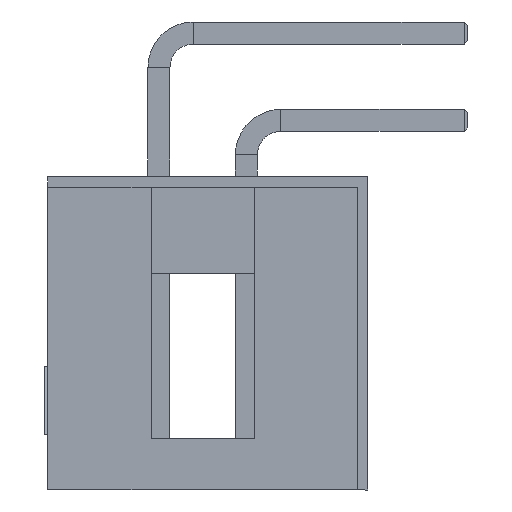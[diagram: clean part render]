
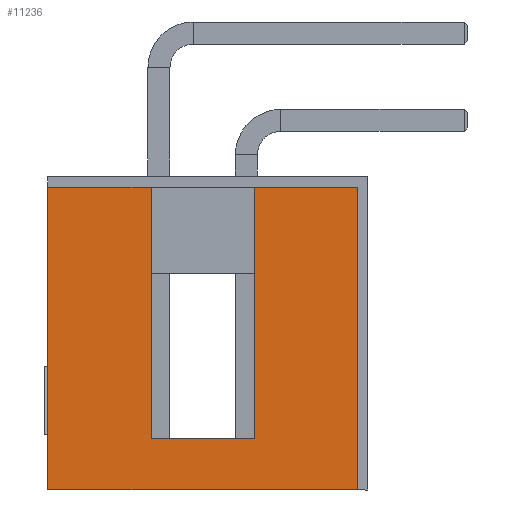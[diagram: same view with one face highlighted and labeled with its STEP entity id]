
A CAD part, left-side view. The second image highlights one B-rep face of the part: STEP entity #11236.
In plain terms, the highlighted planar face has unit normal (-1, 0, 0).
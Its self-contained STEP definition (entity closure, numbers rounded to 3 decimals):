
#20 = LINE ( 'NONE', #10527, #3686 ) ;
#72 = CARTESIAN_POINT ( 'NONE',  ( -10.15, 4.8, -12.01 ) ) ;
#308 = VECTOR ( 'NONE', #758, 1000. ) ;
#319 = DIRECTION ( 'NONE',  ( 0., -1., 0. ) ) ;
#337 = VECTOR ( 'NONE', #319, 1000. ) ;
#598 = CARTESIAN_POINT ( 'NONE',  ( -10.15, 9.3, -12.01 ) ) ;
#758 = DIRECTION ( 'NONE',  ( 0., 0., 1. ) ) ;
#1136 = EDGE_CURVE ( 'NONE', #8965, #4565, #7618, .T. ) ;
#1611 = DIRECTION ( 'NONE',  ( -1., 0., 0. ) ) ;
#1979 = AXIS2_PLACEMENT_3D ( 'NONE', #12858, #1611, #7627 ) ;
#2604 = VECTOR ( 'NONE', #8684, 1000. ) ;
#2655 = DIRECTION ( 'NONE',  ( 0., 1., 0. ) ) ;
#3037 = ORIENTED_EDGE ( 'NONE', *, *, #7968, .T. ) ;
#3072 = EDGE_CURVE ( 'NONE', #9684, #13472, #20, .T. ) ;
#3151 = CARTESIAN_POINT ( 'NONE',  ( -10.15, 3.3, -10.51 ) ) ;
#3183 = CARTESIAN_POINT ( 'NONE',  ( -10.15, 6.3, -3.21 ) ) ;
#3483 = CARTESIAN_POINT ( 'NONE',  ( -10.15, 4.8, -10.51 ) ) ;
#3485 = LINE ( 'NONE', #12617, #2604 ) ;
#3588 = EDGE_CURVE ( 'NONE', #11534, #6378, #12555, .T. ) ;
#3686 = VECTOR ( 'NONE', #7572, 1000. ) ;
#3842 = CARTESIAN_POINT ( 'NONE',  ( -10.15, 3.3, -10.51 ) ) ;
#3851 = ORIENTED_EDGE ( 'NONE', *, *, #3072, .F. ) ;
#3870 = DIRECTION ( 'NONE',  ( 0., 0., 1. ) ) ;
#4419 = CARTESIAN_POINT ( 'NONE',  ( -10.15, 4.8, -3.21 ) ) ;
#4469 = CARTESIAN_POINT ( 'NONE',  ( -10.15, 3.3, -3.21 ) ) ;
#4565 = VERTEX_POINT ( 'NONE', #10343 ) ;
#4606 = VECTOR ( 'NONE', #7498, 1000. ) ;
#4620 = ORIENTED_EDGE ( 'NONE', *, *, #12317, .F. ) ;
#5052 = VECTOR ( 'NONE', #8101, 1000. ) ;
#5755 = PLANE ( 'NONE',  #1979 ) ;
#5794 = LINE ( 'NONE', #4419, #337 ) ;
#5965 = ORIENTED_EDGE ( 'NONE', *, *, #11706, .T. ) ;
#6145 = VERTEX_POINT ( 'NONE', #7745 ) ;
#6378 = VERTEX_POINT ( 'NONE', #4469 ) ;
#6403 = CARTESIAN_POINT ( 'NONE',  ( -10.15, 0.3, -3.21 ) ) ;
#6453 = VECTOR ( 'NONE', #2655, 1000. ) ;
#6707 = EDGE_CURVE ( 'NONE', #11534, #6145, #12953, .T. ) ;
#7361 = EDGE_CURVE ( 'NONE', #6378, #13233, #5794, .T. ) ;
#7437 = FACE_OUTER_BOUND ( 'NONE', #9178, .T. ) ;
#7498 = DIRECTION ( 'NONE',  ( 0., -1., 0. ) ) ;
#7572 = DIRECTION ( 'NONE',  ( 0., -1., 0. ) ) ;
#7618 = LINE ( 'NONE', #72, #4606 ) ;
#7627 = DIRECTION ( 'NONE',  ( 0., 1., 0. ) ) ;
#7745 = CARTESIAN_POINT ( 'NONE',  ( -10.15, 6.3, -10.51 ) ) ;
#7968 = EDGE_CURVE ( 'NONE', #4565, #13233, #13210, .T. ) ;
#7977 = CARTESIAN_POINT ( 'NONE',  ( -10.15, 0.3, -12.01 ) ) ;
#8101 = DIRECTION ( 'NONE',  ( 0., 0., 1. ) ) ;
#8543 = ORIENTED_EDGE ( 'NONE', *, *, #6707, .T. ) ;
#8684 = DIRECTION ( 'NONE',  ( 0., 0., 1. ) ) ;
#8965 = VERTEX_POINT ( 'NONE', #598 ) ;
#9133 = LINE ( 'NONE', #9275, #5052 ) ;
#9178 = EDGE_LOOP ( 'NONE', ( #11324, #11947, #8543, #5965, #3851, #4620, #10301, #3037 ) ) ;
#9275 = CARTESIAN_POINT ( 'NONE',  ( -10.15, 9.3, -12.01 ) ) ;
#9448 = CARTESIAN_POINT ( 'NONE',  ( -10.15, 9.3, -3.21 ) ) ;
#9684 = VERTEX_POINT ( 'NONE', #9448 ) ;
#10301 = ORIENTED_EDGE ( 'NONE', *, *, #1136, .T. ) ;
#10343 = CARTESIAN_POINT ( 'NONE',  ( -10.15, 0.3, -12.01 ) ) ;
#10527 = CARTESIAN_POINT ( 'NONE',  ( -10.15, 4.8, -3.21 ) ) ;
#11236 = ADVANCED_FACE ( 'NONE', ( #7437 ), #5755, .T. ) ;
#11324 = ORIENTED_EDGE ( 'NONE', *, *, #7361, .F. ) ;
#11534 = VERTEX_POINT ( 'NONE', #3842 ) ;
#11582 = VECTOR ( 'NONE', #3870, 1000. ) ;
#11706 = EDGE_CURVE ( 'NONE', #6145, #13472, #3485, .T. ) ;
#11947 = ORIENTED_EDGE ( 'NONE', *, *, #3588, .F. ) ;
#12317 = EDGE_CURVE ( 'NONE', #8965, #9684, #9133, .T. ) ;
#12555 = LINE ( 'NONE', #3151, #11582 ) ;
#12617 = CARTESIAN_POINT ( 'NONE',  ( -10.15, 6.3, -10.51 ) ) ;
#12858 = CARTESIAN_POINT ( 'NONE',  ( -10.15, 4.8, -12.01 ) ) ;
#12953 = LINE ( 'NONE', #3483, #6453 ) ;
#13210 = LINE ( 'NONE', #7977, #308 ) ;
#13233 = VERTEX_POINT ( 'NONE', #6403 ) ;
#13472 = VERTEX_POINT ( 'NONE', #3183 ) ;
